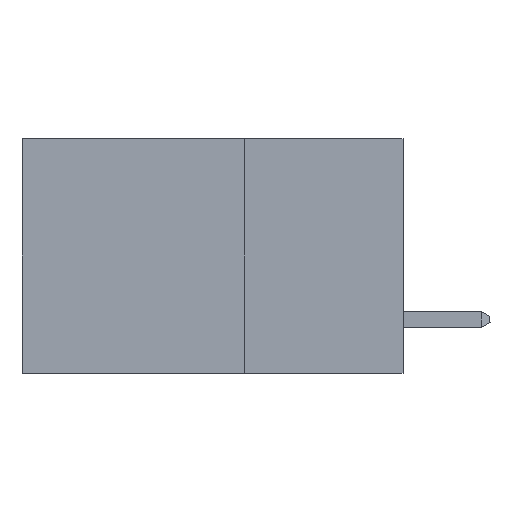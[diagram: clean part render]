
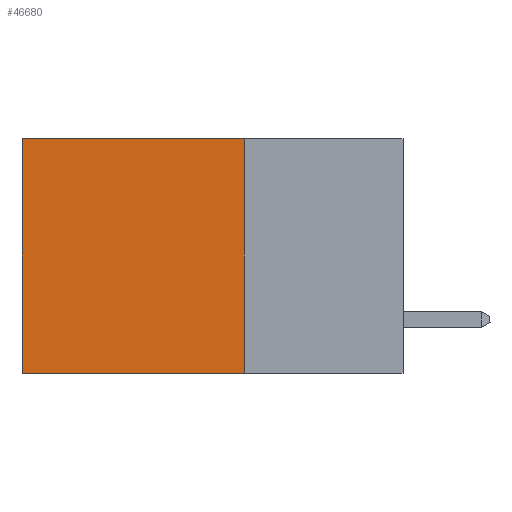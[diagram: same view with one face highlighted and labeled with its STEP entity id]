
A CAD part, left-side view. The second image highlights one B-rep face of the part: STEP entity #46680.
In plain terms, the highlighted planar face has unit normal (-1, 0, 0).
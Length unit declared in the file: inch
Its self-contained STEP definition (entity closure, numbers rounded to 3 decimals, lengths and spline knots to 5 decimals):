
#349 = EDGE_CURVE ( 'NONE', #8725, #7095, #24941, .T. ) ;
#368 = ORIENTED_EDGE ( 'NONE', *, *, #34348, .T. ) ;
#1750 = DIRECTION ( 'NONE',  ( 0., 1., 0. ) ) ;
#1762 = AXIS2_PLACEMENT_3D ( 'NONE', #22316, #25810, #40710 ) ;
#2850 = LINE ( 'NONE', #16709, #31570 ) ;
#3588 = LINE ( 'NONE', #18740, #31728 ) ;
#4208 = ORIENTED_EDGE ( 'NONE', *, *, #32716, .T. ) ;
#6731 = EDGE_CURVE ( 'NONE', #7095, #13603, #2850, .T. ) ;
#7095 = VERTEX_POINT ( 'NONE', #18915 ) ;
#7346 = CARTESIAN_POINT ( 'NONE',  ( 0.2875, 0.25, 0. ) ) ;
#8725 = VERTEX_POINT ( 'NONE', #12299 ) ;
#11014 = DIRECTION ( 'NONE',  ( 0., 1., 0. ) ) ;
#11238 = PLANE ( 'NONE',  #1762 ) ;
#11941 = ORIENTED_EDGE ( 'NONE', *, *, #349, .F. ) ;
#12299 = CARTESIAN_POINT ( 'NONE',  ( 0.2875, 0.25, 0. ) ) ;
#13603 = VERTEX_POINT ( 'NONE', #24806 ) ;
#15919 = CARTESIAN_POINT ( 'NONE',  ( 0.2875, 0.6, 0. ) ) ;
#16709 = CARTESIAN_POINT ( 'NONE',  ( 0.2875, 0.25, -0.37 ) ) ;
#18740 = CARTESIAN_POINT ( 'NONE',  ( 0.2875, 0.25, 0. ) ) ;
#18915 = CARTESIAN_POINT ( 'NONE',  ( 0.2875, 0.25, -0.37 ) ) ;
#22316 = CARTESIAN_POINT ( 'NONE',  ( 0.2875, 0.25, 0. ) ) ;
#22716 = FACE_OUTER_BOUND ( 'NONE', #25098, .T. ) ;
#24806 = CARTESIAN_POINT ( 'NONE',  ( 0.2875, 0.6, -0.37 ) ) ;
#24941 = LINE ( 'NONE', #7346, #39981 ) ;
#25098 = EDGE_LOOP ( 'NONE', ( #4208, #43368, #11941, #368 ) ) ;
#25810 = DIRECTION ( 'NONE',  ( 1., 0., 0. ) ) ;
#29049 = DIRECTION ( 'NONE',  ( 0., 0., -1. ) ) ;
#31570 = VECTOR ( 'NONE', #1750, 39.37008 ) ;
#31728 = VECTOR ( 'NONE', #11014, 39.37008 ) ;
#32716 = EDGE_CURVE ( 'NONE', #46723, #13603, #45780, .T. ) ;
#34042 = DIRECTION ( 'NONE',  ( 0., 0., -1. ) ) ;
#34348 = EDGE_CURVE ( 'NONE', #8725, #46723, #3588, .T. ) ;
#34796 = VECTOR ( 'NONE', #34042, 39.37008 ) ;
#37447 = CARTESIAN_POINT ( 'NONE',  ( 0.2875, 0.6, 0. ) ) ;
#39981 = VECTOR ( 'NONE', #29049, 39.37008 ) ;
#40710 = DIRECTION ( 'NONE',  ( 0., 0., -1. ) ) ;
#43368 = ORIENTED_EDGE ( 'NONE', *, *, #6731, .F. ) ;
#45780 = LINE ( 'NONE', #15919, #34796 ) ;
#46680 = ADVANCED_FACE ( 'NONE', ( #22716 ), #11238, .F. ) ;
#46723 = VERTEX_POINT ( 'NONE', #37447 ) ;
